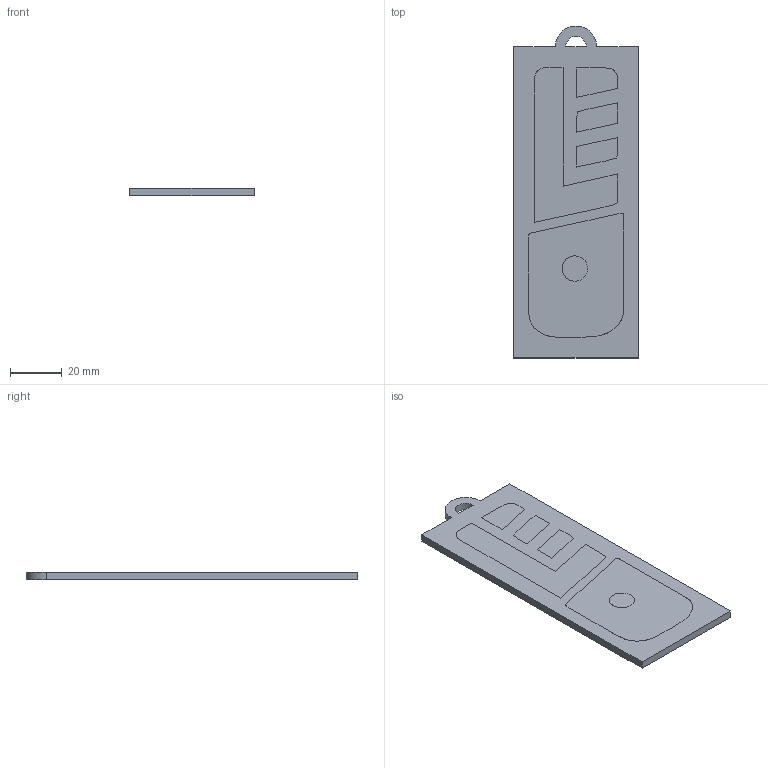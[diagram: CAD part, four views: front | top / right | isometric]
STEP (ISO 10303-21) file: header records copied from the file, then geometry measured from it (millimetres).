
FILE_DESCRIPTION(/* description */ (''),/* implementation_level */ '2;1');
FILE_NAME(/* name */ 'LFE.step.step',/* time_stamp */ '2019-09-11T20:40:29+02:00',/* author */ (''),/* organization */ (''),/* preprocessor_version */ 'ST-DEVELOPER v18',/* originating_system */ 'Autodesk Translation Framework v8.6.0.1094',/* authorisation */ '');
FILE_SCHEMA (('AUTOMOTIVE_DESIGN { 1 0 10303 214 3 1 1 }'));
Length unit declared in the file: millimetre
Products named in the file (1): LFE
Bounding box: 48.28 x 128.6 x 3 mm (x, y, z)
Volume: 17693.7 mm3; surface area: 19266.3 mm2
Topology: 7 solids, 7 shells, 119 faces, 300 edges, 200 vertices
Faces by surface type: plane 87, bspline 30, cylinder 2
Entity records: 3644 total; most frequent: CARTESIAN_POINT 1010, ORIENTED_EDGE 600, DIRECTION 424, EDGE_CURVE 300, LINE 236, VECTOR 236, VERTEX_POINT 200, EDGE_LOOP 128
